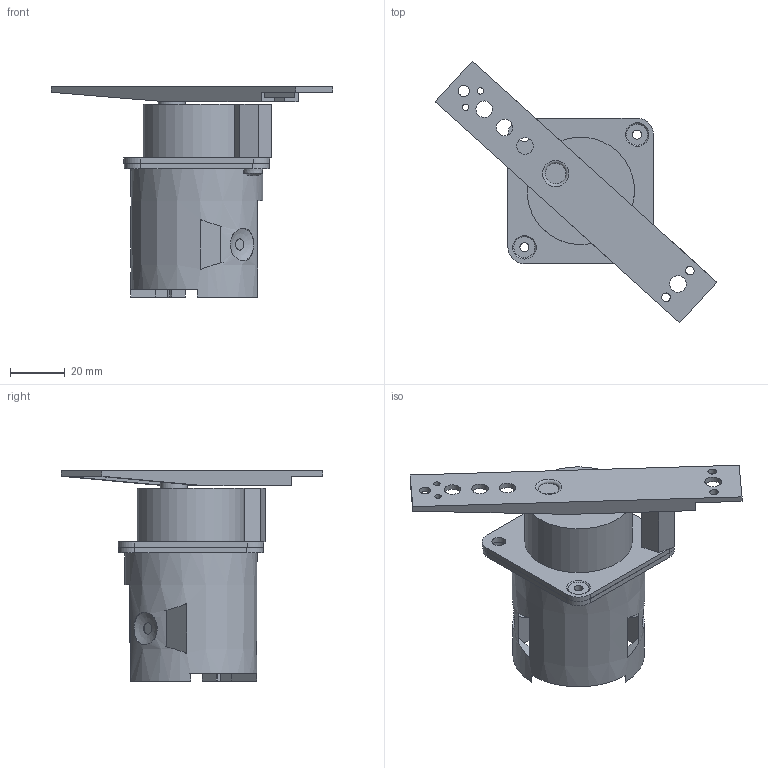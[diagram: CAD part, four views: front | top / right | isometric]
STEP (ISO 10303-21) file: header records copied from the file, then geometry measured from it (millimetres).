
FILE_DESCRIPTION((''),'2;1');
FILE_NAME('BMO 010 Modell.stp','2016-03-07T16:43:43',('bauer'),(''),'Autodesk Inventor 2012','Autodesk Inventor 2012','');
FILE_SCHEMA(('AUTOMOTIVE_DESIGN { 1 0 10303 214 1 1 1 1 }'));
Length unit declared in the file: millimetre
Products named in the file (1): BMO 010 Modell
Bounding box: 102.5 x 95.23 x 76.6 mm (x, y, z)
Volume: 109650.4 mm3; surface area: 27421 mm2
Topology: 1 solids, 40 shells, 596 faces, 1493 edges, 992 vertices
Faces by surface type: plane 405, bspline 102, cylinder 57, cone 25, torus 6, sphere 1
Full cylindrical faces by diameter (mm): 2.3 x2, 3 x1, 3.1 x2, 3.2 x2, 3.3 x2, 3.5 x1, 3.8 x2, 4.1 x1, 4.7 x2, 5.05 x4, 5.1 x2, 6 x4, 7.5 x1, 9.9 x1, 39.1 x1
Entity records: 19069 total; most frequent: CARTESIAN_POINT 5026, ORIENTED_EDGE 2860, DIRECTION 2341, EDGE_CURVE 1430, VECTOR 1031, LINE 1031, VERTEX_POINT 975, EDGE_LOOP 707
